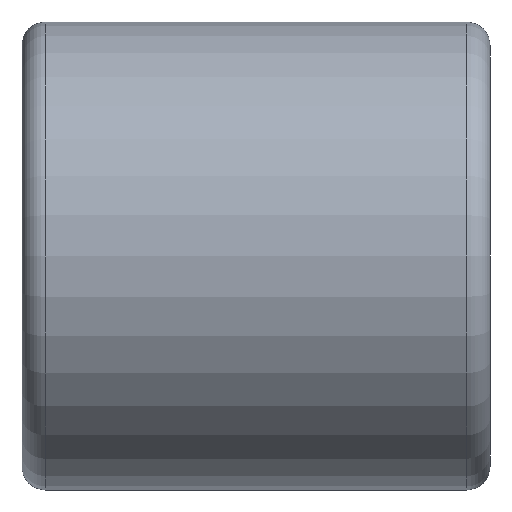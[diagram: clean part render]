
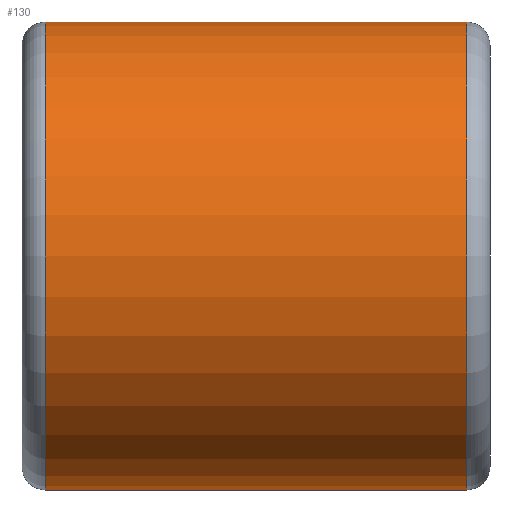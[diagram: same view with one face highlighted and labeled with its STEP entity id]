
A CAD part, left-side view. The second image highlights one B-rep face of the part: STEP entity #130.
In plain terms, the highlighted cylindrical face has radius 5 mm (diameter 10 mm), a partial arc.
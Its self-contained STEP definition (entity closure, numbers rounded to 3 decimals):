
#2 = DIRECTION ( 'NONE',  ( 0., -1., 0. ) ) ;
#12 = DIRECTION ( 'NONE',  ( 0., 0., 1. ) ) ;
#15 = CARTESIAN_POINT ( 'NONE',  ( 0., 0.5, 0. ) ) ;
#16 = DIRECTION ( 'NONE',  ( 0., -1., 0. ) ) ;
#23 = CARTESIAN_POINT ( 'NONE',  ( 0., 10., -5. ) ) ;
#31 = CARTESIAN_POINT ( 'NONE',  ( 0., 0.5, -5. ) ) ;
#33 = AXIS2_PLACEMENT_3D ( 'NONE', #15, #337, #305 ) ;
#53 = ORIENTED_EDGE ( 'NONE', *, *, #155, .T. ) ;
#59 = EDGE_LOOP ( 'NONE', ( #222, #53, #319, #334 ) ) ;
#79 = CARTESIAN_POINT ( 'NONE',  ( 0., 9.5, -5. ) ) ;
#80 = CIRCLE ( 'NONE', #33, 5. ) ;
#86 = AXIS2_PLACEMENT_3D ( 'NONE', #296, #326, #12 ) ;
#118 = VERTEX_POINT ( 'NONE', #325 ) ;
#130 = ADVANCED_FACE ( 'NONE', ( #170 ), #203, .T. ) ;
#144 = CARTESIAN_POINT ( 'NONE',  ( 0., 0.5, 5. ) ) ;
#155 = EDGE_CURVE ( 'NONE', #118, #219, #380, .T. ) ;
#168 = CARTESIAN_POINT ( 'NONE',  ( 0., 10., 0. ) ) ;
#170 = FACE_OUTER_BOUND ( 'NONE', #59, .T. ) ;
#172 = EDGE_CURVE ( 'NONE', #219, #407, #178, .T. ) ;
#178 = LINE ( 'NONE', #23, #248 ) ;
#201 = EDGE_CURVE ( 'NONE', #407, #213, #80, .T. ) ;
#203 = CYLINDRICAL_SURFACE ( 'NONE', #360, 5. ) ;
#213 = VERTEX_POINT ( 'NONE', #144 ) ;
#219 = VERTEX_POINT ( 'NONE', #79 ) ;
#222 = ORIENTED_EDGE ( 'NONE', *, *, #277, .F. ) ;
#248 = VECTOR ( 'NONE', #16, 1000. ) ;
#277 = EDGE_CURVE ( 'NONE', #118, #213, #340, .T. ) ;
#296 = CARTESIAN_POINT ( 'NONE',  ( 0., 9.5, 0. ) ) ;
#305 = DIRECTION ( 'NONE',  ( 0., 0., 1. ) ) ;
#319 = ORIENTED_EDGE ( 'NONE', *, *, #172, .T. ) ;
#325 = CARTESIAN_POINT ( 'NONE',  ( 0., 9.5, 5. ) ) ;
#326 = DIRECTION ( 'NONE',  ( 0., -1., 0. ) ) ;
#334 = ORIENTED_EDGE ( 'NONE', *, *, #201, .T. ) ;
#335 = VECTOR ( 'NONE', #2, 1000. ) ;
#337 = DIRECTION ( 'NONE',  ( 0., 1., 0. ) ) ;
#340 = LINE ( 'NONE', #348, #335 ) ;
#348 = CARTESIAN_POINT ( 'NONE',  ( 0., 10., 5. ) ) ;
#351 = DIRECTION ( 'NONE',  ( 0., 0., -1. ) ) ;
#360 = AXIS2_PLACEMENT_3D ( 'NONE', #168, #385, #351 ) ;
#380 = CIRCLE ( 'NONE', #86, 5. ) ;
#385 = DIRECTION ( 'NONE',  ( 0., -1., 0. ) ) ;
#407 = VERTEX_POINT ( 'NONE', #31 ) ;
